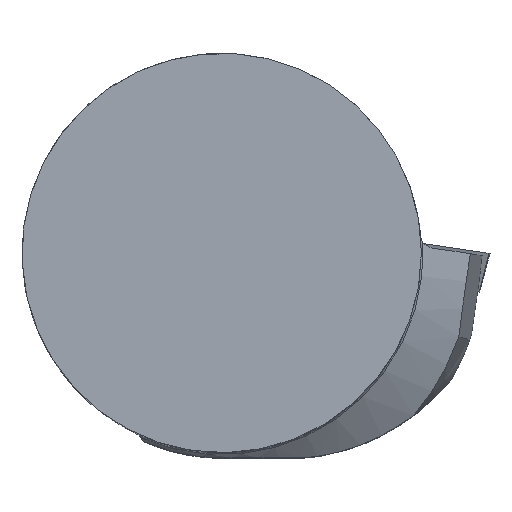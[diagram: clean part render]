
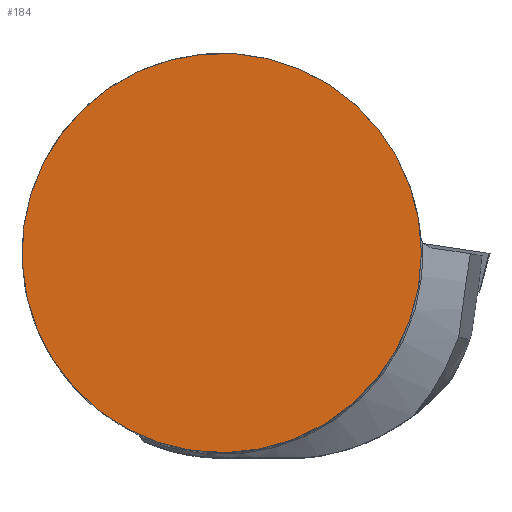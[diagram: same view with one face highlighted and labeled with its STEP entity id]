
A CAD part, top view. The second image highlights one B-rep face of the part: STEP entity #184.
In plain terms, the highlighted planar face has unit normal (0, 0, 1).
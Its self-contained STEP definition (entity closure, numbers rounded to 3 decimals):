
#155=CIRCLE('',#781,20.);
#184=ADVANCED_FACE('',(#237),#216,.F.);
#216=PLANE('',#789);
#237=FACE_OUTER_BOUND('',#265,.T.);
#265=EDGE_LOOP('',(#385));
#385=ORIENTED_EDGE('',*,*,#582,.T.);
#516=VERTEX_POINT('',#1261);
#582=EDGE_CURVE('',#516,#516,#155,.T.);
#781=AXIS2_PLACEMENT_3D('',#1260,#890,#891);
#789=AXIS2_PLACEMENT_3D('',#1310,#908,#909);
#890=DIRECTION('',(0.,0.,1.));
#891=DIRECTION('',(1.,0.,0.));
#908=DIRECTION('',(0.,0.,-1.));
#909=DIRECTION('',(-1.,0.,0.));
#1260=CARTESIAN_POINT('',(0.,0.,0.325));
#1261=CARTESIAN_POINT('',(20.,0.,0.325));
#1310=CARTESIAN_POINT('',(0.,0.,0.325));
